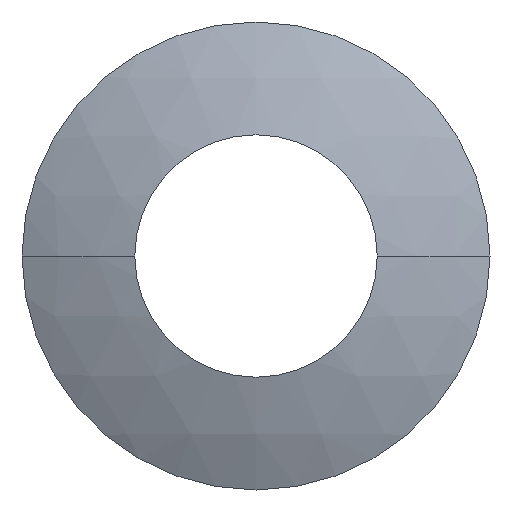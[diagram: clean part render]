
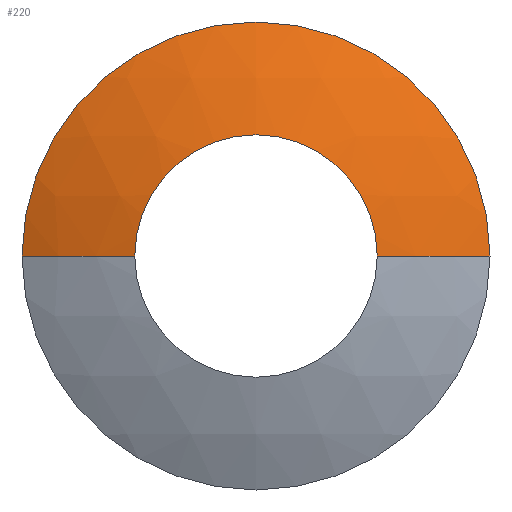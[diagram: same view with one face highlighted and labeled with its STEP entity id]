
A CAD part, front view. The second image highlights one B-rep face of the part: STEP entity #220.
In plain terms, the highlighted spherical face has radius 32 mm.
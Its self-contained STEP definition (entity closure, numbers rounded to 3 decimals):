
#10 = DIRECTION ( 'NONE',  ( 0., -1., 0. ) ) ;
#16 = CARTESIAN_POINT ( 'NONE',  ( 0., 32.468, 0. ) ) ;
#18 = DIRECTION ( 'NONE',  ( 0., 0., 1. ) ) ;
#22 = DIRECTION ( 'NONE',  ( 1., 0., 0. ) ) ;
#24 = CARTESIAN_POINT ( 'NONE',  ( 0., 1.3, 0. ) ) ;
#30 = DIRECTION ( 'NONE',  ( 0., -1., 0. ) ) ;
#43 = DIRECTION ( 'NONE',  ( 0., 0., 1. ) ) ;
#45 = DIRECTION ( 'NONE',  ( 1., 0., 0. ) ) ;
#49 = DIRECTION ( 'NONE',  ( 0., 0., -1. ) ) ;
#50 = CARTESIAN_POINT ( 'NONE',  ( 0., 32.468, 0. ) ) ;
#52 = DIRECTION ( 'NONE',  ( 0., 0., -1. ) ) ;
#53 = DIRECTION ( 'NONE',  ( 0., 0., -1. ) ) ;
#56 = CARTESIAN_POINT ( 'NONE',  ( 0., 3.693, 0. ) ) ;
#65 = CARTESIAN_POINT ( 'NONE',  ( 0., 3.693, 0. ) ) ;
#82 = DIRECTION ( 'NONE',  ( 0., -1., 0. ) ) ;
#87 = DIRECTION ( 'NONE',  ( 0., -1., 0. ) ) ;
#93 = CARTESIAN_POINT ( 'NONE',  ( 0., 1.3, 0. ) ) ;
#97 = DIRECTION ( 'NONE',  ( 0., 0., -1. ) ) ;
#112 = CARTESIAN_POINT ( 'NONE',  ( 14., 3.693, 0. ) ) ;
#115 = CARTESIAN_POINT ( 'NONE',  ( -7.25, 1.3, 0. ) ) ;
#119 = ORIENTED_EDGE ( 'NONE', *, *, #187, .F. ) ;
#123 = ORIENTED_EDGE ( 'NONE', *, *, #205, .T. ) ;
#125 = DIRECTION ( 'NONE',  ( 0., 0., -1. ) ) ;
#128 = CARTESIAN_POINT ( 'NONE',  ( -14., 3.693, 0. ) ) ;
#133 = VERTEX_POINT ( 'NONE', #115 ) ;
#134 = CARTESIAN_POINT ( 'NONE',  ( 0., 3.693, 14. ) ) ;
#137 = VERTEX_POINT ( 'NONE', #134 ) ;
#138 = ORIENTED_EDGE ( 'NONE', *, *, #193, .F. ) ;
#142 = CARTESIAN_POINT ( 'NONE',  ( 7.25, 1.3, 0. ) ) ;
#149 = CARTESIAN_POINT ( 'NONE',  ( 0., 32.468, 0. ) ) ;
#156 = CARTESIAN_POINT ( 'NONE',  ( 0., 1.3, 7.25 ) ) ;
#158 = ORIENTED_EDGE ( 'NONE', *, *, #203, .T. ) ;
#159 = ORIENTED_EDGE ( 'NONE', *, *, #201, .F. ) ;
#165 = VERTEX_POINT ( 'NONE', #128 ) ;
#171 = DIRECTION ( 'NONE',  ( -1., 0., 0. ) ) ;
#174 = VERTEX_POINT ( 'NONE', #142 ) ;
#176 = VERTEX_POINT ( 'NONE', #112 ) ;
#178 = ORIENTED_EDGE ( 'NONE', *, *, #224, .T. ) ;
#180 = EDGE_LOOP ( 'NONE', ( #123, #178, #159, #138, #119, #158 ) ) ;
#183 = VERTEX_POINT ( 'NONE', #156 ) ;
#187 = EDGE_CURVE ( 'NONE', #176, #174, #190, .T. ) ;
#190 = CIRCLE ( 'NONE', #247, 32. ) ;
#191 = CIRCLE ( 'NONE', #250, 7.25 ) ;
#193 = EDGE_CURVE ( 'NONE', #174, #183, #191, .T. ) ;
#201 = EDGE_CURVE ( 'NONE', #183, #133, #221, .T. ) ;
#203 = EDGE_CURVE ( 'NONE', #176, #137, #227, .T. ) ;
#205 = EDGE_CURVE ( 'NONE', #137, #165, #241, .T. ) ;
#220 = ADVANCED_FACE ( 'NONE', ( #298 ), #285, .T. ) ;
#221 = CIRCLE ( 'NONE', #246, 7.25 ) ;
#224 = EDGE_CURVE ( 'NONE', #165, #133, #233, .T. ) ;
#227 = CIRCLE ( 'NONE', #248, 14. ) ;
#233 = CIRCLE ( 'NONE', #277, 32. ) ;
#241 = CIRCLE ( 'NONE', #300, 14. ) ;
#246 = AXIS2_PLACEMENT_3D ( 'NONE', #24, #30, #53 ) ;
#247 = AXIS2_PLACEMENT_3D ( 'NONE', #149, #125, #171 ) ;
#248 = AXIS2_PLACEMENT_3D ( 'NONE', #65, #10, #49 ) ;
#250 = AXIS2_PLACEMENT_3D ( 'NONE', #93, #87, #97 ) ;
#277 = AXIS2_PLACEMENT_3D ( 'NONE', #16, #43, #22 ) ;
#285 = SPHERICAL_SURFACE ( 'NONE', #301, 32. ) ;
#298 = FACE_OUTER_BOUND ( 'NONE', #180, .T. ) ;
#300 = AXIS2_PLACEMENT_3D ( 'NONE', #56, #82, #52 ) ;
#301 = AXIS2_PLACEMENT_3D ( 'NONE', #50, #18, #45 ) ;
